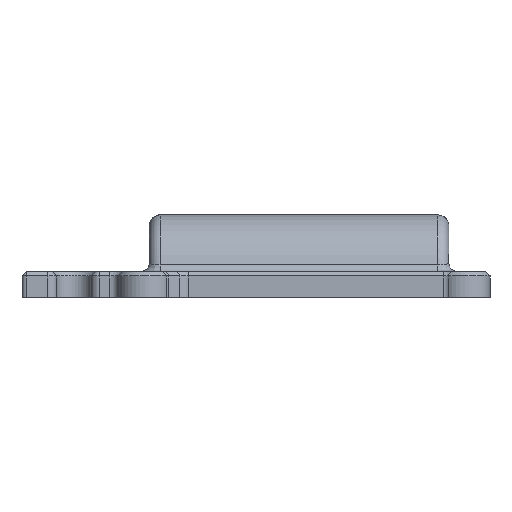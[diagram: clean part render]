
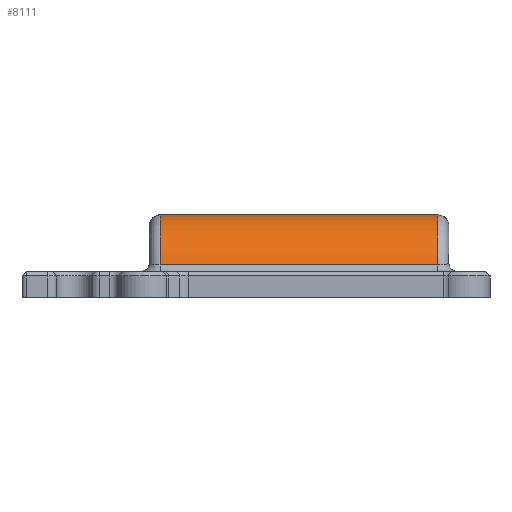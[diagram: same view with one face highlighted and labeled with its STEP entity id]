
A CAD part, left-side view. The second image highlights one B-rep face of the part: STEP entity #8111.
In plain terms, the highlighted cylindrical face has radius 14.967 mm (diameter 29.934 mm), a partial arc.
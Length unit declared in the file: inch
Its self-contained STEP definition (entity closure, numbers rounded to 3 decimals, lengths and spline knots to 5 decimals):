
#135=CYLINDRICAL_SURFACE('',#8685,0.58926);
#339=CIRCLE('',#8536,0.58926);
#429=CIRCLE('',#8677,0.58926);
#1059=FACE_OUTER_BOUND('',#1557,.T.);
#1557=EDGE_LOOP('',(#7085,#7086,#7087,#7088));
#2510=LINE('',#15836,#3110);
#2511=LINE('',#15839,#3111);
#3110=VECTOR('',#10299,0.3937);
#3111=VECTOR('',#10304,0.3937);
#3723=VERTEX_POINT('',#14139);
#3764=VERTEX_POINT('',#14521);
#3767=VERTEX_POINT('',#14586);
#3858=VERTEX_POINT('',#15758);
#4811=EDGE_CURVE('',#3767,#3764,#339,.T.);
#4979=EDGE_CURVE('',#3723,#3858,#429,.T.);
#4986=EDGE_CURVE('',#3858,#3767,#2510,.T.);
#4988=EDGE_CURVE('',#3764,#3723,#2511,.T.);
#7085=ORIENTED_EDGE('',*,*,#4979,.F.);
#7086=ORIENTED_EDGE('',*,*,#4988,.F.);
#7087=ORIENTED_EDGE('',*,*,#4811,.F.);
#7088=ORIENTED_EDGE('',*,*,#4986,.F.);
#8111=ADVANCED_FACE('',(#1059),#135,.T.);
#8536=AXIS2_PLACEMENT_3D('',#14595,#9957,#9958);
#8677=AXIS2_PLACEMENT_3D('',#15822,#10280,#10281);
#8685=AXIS2_PLACEMENT_3D('',#15838,#10302,#10303);
#9957=DIRECTION('center_axis',(0.,-1.,0.));
#9958=DIRECTION('ref_axis',(-0.657,0.,0.754));
#10280=DIRECTION('center_axis',(0.,1.,0.));
#10281=DIRECTION('ref_axis',(-0.657,0.,0.754));
#10299=DIRECTION('',(0.,-1.,0.));
#10302=DIRECTION('center_axis',(0.,1.,0.));
#10303=DIRECTION('ref_axis',(-0.095,0.,0.996));
#10304=DIRECTION('',(0.,1.,0.));
#14139=CARTESIAN_POINT('',(-1.92894,1.6982,0.28892));
#14521=CARTESIAN_POINT('',(-1.92894,-0.78549,0.28892));
#14586=CARTESIAN_POINT('',(-1.41619,-0.78549,0.73621));
#14595=CARTESIAN_POINT('Origin',(-1.35629,-0.78549,0.15));
#15758=CARTESIAN_POINT('',(-1.41619,1.6982,0.73621));
#15822=CARTESIAN_POINT('Origin',(-1.35629,1.6982,0.15));
#15836=CARTESIAN_POINT('',(-1.41619,-1.19612,0.73621));
#15838=CARTESIAN_POINT('Origin',(-1.35629,-1.19612,0.15));
#15839=CARTESIAN_POINT('',(-1.92894,-1.19612,0.28892));
